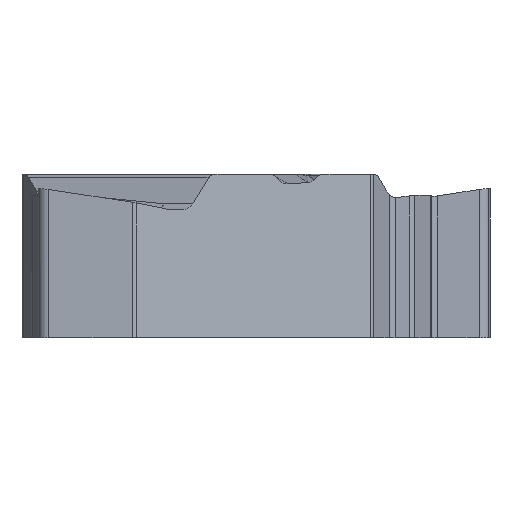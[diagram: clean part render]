
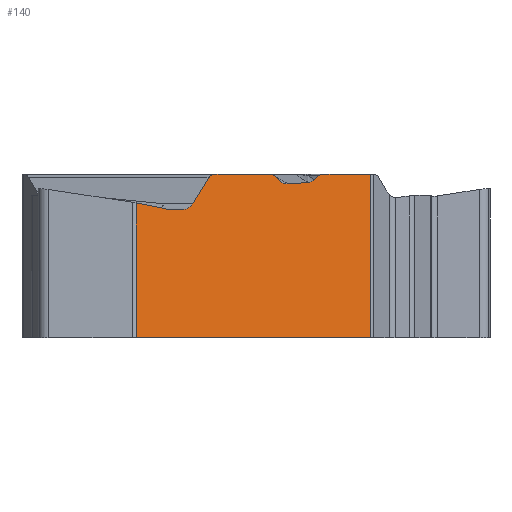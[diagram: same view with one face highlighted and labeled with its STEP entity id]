
A CAD part, front view. The second image highlights one B-rep face of the part: STEP entity #140.
In plain terms, the highlighted planar face has unit normal (0.5, -0.866, 0).
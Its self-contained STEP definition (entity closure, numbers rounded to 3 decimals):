
#140=ADVANCED_FACE('',(#306),#250,.F.);
#250=PLANE('',#2322);
#306=FACE_OUTER_BOUND('',#422,.T.);
#422=EDGE_LOOP('',(#747,#748,#749,#750,#751,#752,#753,#754,#755,#756,#757,
#758,#759,#760,#761,#762,#763,#764));
#541=CIRCLE('',#2321,0.32);
#613=ELLIPSE('',#2317,0.15,0.15);
#614=ELLIPSE('',#2318,0.167,0.15);
#615=ELLIPSE('',#2319,0.177,0.15);
#616=ELLIPSE('',#2320,0.377,0.32);
#747=ORIENTED_EDGE('',*,*,#1584,.F.);
#748=ORIENTED_EDGE('',*,*,#1585,.T.);
#749=ORIENTED_EDGE('',*,*,#1586,.F.);
#750=ORIENTED_EDGE('',*,*,#1587,.T.);
#751=ORIENTED_EDGE('',*,*,#1588,.F.);
#752=ORIENTED_EDGE('',*,*,#1589,.F.);
#753=ORIENTED_EDGE('',*,*,#1590,.F.);
#754=ORIENTED_EDGE('',*,*,#1591,.F.);
#755=ORIENTED_EDGE('',*,*,#1592,.F.);
#756=ORIENTED_EDGE('',*,*,#1593,.T.);
#757=ORIENTED_EDGE('',*,*,#1594,.F.);
#758=ORIENTED_EDGE('',*,*,#1595,.T.);
#759=ORIENTED_EDGE('',*,*,#1596,.F.);
#760=ORIENTED_EDGE('',*,*,#1597,.T.);
#761=ORIENTED_EDGE('',*,*,#1598,.T.);
#762=ORIENTED_EDGE('',*,*,#1599,.T.);
#763=ORIENTED_EDGE('',*,*,#1600,.F.);
#764=ORIENTED_EDGE('',*,*,#1601,.T.);
#1357=VERTEX_POINT('',#3849);
#1358=VERTEX_POINT('',#3850);
#1359=VERTEX_POINT('',#3852);
#1360=VERTEX_POINT('',#3854);
#1361=VERTEX_POINT('',#3856);
#1362=VERTEX_POINT('',#3858);
#1363=VERTEX_POINT('',#3872);
#1364=VERTEX_POINT('',#3874);
#1365=VERTEX_POINT('',#3888);
#1366=VERTEX_POINT('',#3890);
#1367=VERTEX_POINT('',#3892);
#1368=VERTEX_POINT('',#3894);
#1369=VERTEX_POINT('',#3896);
#1370=VERTEX_POINT('',#3898);
#1371=VERTEX_POINT('',#3900);
#1372=VERTEX_POINT('',#3902);
#1373=VERTEX_POINT('',#3904);
#1374=VERTEX_POINT('',#3906);
#1584=EDGE_CURVE('',#1357,#1358,#1870,.T.);
#1585=EDGE_CURVE('',#1357,#1359,#1871,.T.);
#1586=EDGE_CURVE('',#1360,#1359,#1872,.T.);
#1587=EDGE_CURVE('',#1360,#1361,#613,.T.);
#1588=EDGE_CURVE('',#1362,#1361,#1873,.T.);
#1589=EDGE_CURVE('',#1363,#1362,#2215,.T.);
#1590=EDGE_CURVE('',#1364,#1363,#1874,.T.);
#1591=EDGE_CURVE('',#1365,#1364,#2216,.T.);
#1592=EDGE_CURVE('',#1366,#1365,#1875,.T.);
#1593=EDGE_CURVE('',#1366,#1367,#614,.T.);
#1594=EDGE_CURVE('',#1368,#1367,#1876,.T.);
#1595=EDGE_CURVE('',#1368,#1369,#615,.T.);
#1596=EDGE_CURVE('',#1370,#1369,#1877,.T.);
#1597=EDGE_CURVE('',#1370,#1371,#616,.T.);
#1598=EDGE_CURVE('',#1371,#1372,#1878,.T.);
#1599=EDGE_CURVE('',#1372,#1373,#541,.T.);
#1600=EDGE_CURVE('',#1374,#1373,#1879,.T.);
#1601=EDGE_CURVE('',#1374,#1358,#1880,.T.);
#1870=LINE('',#3848,#2059);
#1871=LINE('',#3851,#2060);
#1872=LINE('',#3853,#2061);
#1873=LINE('',#3857,#2062);
#1874=LINE('',#3873,#2063);
#1875=LINE('',#3889,#2064);
#1876=LINE('',#3893,#2065);
#1877=LINE('',#3897,#2066);
#1878=LINE('',#3901,#2067);
#1879=LINE('',#3905,#2068);
#1880=LINE('',#3907,#2069);
#2059=VECTOR('',#2642,1.);
#2060=VECTOR('',#2643,1.);
#2061=VECTOR('',#2644,1.);
#2062=VECTOR('',#2647,1.);
#2063=VECTOR('',#2648,1.);
#2064=VECTOR('',#2649,1.);
#2065=VECTOR('',#2652,1.);
#2066=VECTOR('',#2655,1.);
#2067=VECTOR('',#2658,1.);
#2068=VECTOR('',#2661,1.);
#2069=VECTOR('',#2662,1.);
#2215=B_SPLINE_CURVE_WITH_KNOTS('',3,(#3859,#3860,#3861,#3862,#3863,#3864,
#3865,#3866,#3867,#3868,#3869,#3870,#3871),.UNSPECIFIED.,.F.,.F.,(4,3,3,
3,4),(0.,0.249,0.498,0.746,1.),
 .UNSPECIFIED.);
#2216=B_SPLINE_CURVE_WITH_KNOTS('',3,(#3875,#3876,#3877,#3878,#3879,#3880,
#3881,#3882,#3883,#3884,#3885,#3886,#3887),.UNSPECIFIED.,.F.,.F.,(4,3,3,
3,4),(0.,0.234,0.468,0.701,1.),
 .UNSPECIFIED.);
#2317=AXIS2_PLACEMENT_3D('',#3855,#2645,#2646);
#2318=AXIS2_PLACEMENT_3D('',#3891,#2650,#2651);
#2319=AXIS2_PLACEMENT_3D('',#3895,#2653,#2654);
#2320=AXIS2_PLACEMENT_3D('',#3899,#2656,#2657);
#2321=AXIS2_PLACEMENT_3D('',#3903,#2659,#2660);
#2322=AXIS2_PLACEMENT_3D('',#3908,#2663,#2664);
#2642=DIRECTION('',(-0.866,-0.5,0.));
#2643=DIRECTION('',(0.,0.,1.));
#2644=DIRECTION('',(0.866,0.5,0.));
#2645=DIRECTION('',(0.5,-0.866,0.));
#2646=DIRECTION('',(-0.866,-0.5,0.));
#2647=DIRECTION('',(0.658,0.38,0.651));
#2648=DIRECTION('',(0.865,0.5,0.043));
#2649=DIRECTION('',(0.686,0.396,-0.611));
#2650=DIRECTION('',(0.5,-0.866,0.));
#2651=DIRECTION('',(0.866,0.5,0.));
#2652=DIRECTION('',(0.866,0.5,0.));
#2653=DIRECTION('',(0.5,-0.866,0.));
#2654=DIRECTION('',(0.866,0.5,0.));
#2655=DIRECTION('',(0.497,0.287,0.819));
#2656=DIRECTION('',(-0.5,0.866,0.));
#2657=DIRECTION('',(0.866,0.5,0.));
#2658=DIRECTION('',(-0.866,-0.5,0.));
#2659=DIRECTION('',(-0.5,0.866,0.));
#2660=DIRECTION('',(0.,0.,-1.));
#2661=DIRECTION('',(0.853,0.492,-0.174));
#2662=DIRECTION('',(0.,0.,-1.));
#2663=DIRECTION('',(-0.5,0.866,0.));
#2664=DIRECTION('',(0.,0.,-1.));
#3848=CARTESIAN_POINT('',(-0.367,-5.711,-3.97));
#3849=CARTESIAN_POINT('',(4.519,-2.89,-3.97));
#3850=CARTESIAN_POINT('',(-1.727,-6.496,-3.97));
#3851=CARTESIAN_POINT('',(4.519,-2.89,3.38));
#3852=CARTESIAN_POINT('',(4.519,-2.89,0.38));
#3853=CARTESIAN_POINT('',(-0.367,-5.711,0.38));
#3854=CARTESIAN_POINT('',(3.222,-3.639,0.38));
#3855=CARTESIAN_POINT('',(3.222,-3.639,0.23));
#3856=CARTESIAN_POINT('',(3.137,-3.688,0.344));
#3857=CARTESIAN_POINT('',(0.97,-4.939,-1.801));
#3858=CARTESIAN_POINT('',(3.029,-3.75,0.237));
#3859=CARTESIAN_POINT('',(2.857,-3.85,0.158));
#3860=CARTESIAN_POINT('',(2.873,-3.841,0.159));
#3861=CARTESIAN_POINT('',(2.888,-3.832,0.162));
#3862=CARTESIAN_POINT('',(2.904,-3.823,0.165));
#3863=CARTESIAN_POINT('',(2.919,-3.814,0.169));
#3864=CARTESIAN_POINT('',(2.934,-3.805,0.174));
#3865=CARTESIAN_POINT('',(2.949,-3.797,0.181));
#3866=CARTESIAN_POINT('',(2.963,-3.789,0.188));
#3867=CARTESIAN_POINT('',(2.977,-3.78,0.196));
#3868=CARTESIAN_POINT('',(2.99,-3.773,0.205));
#3869=CARTESIAN_POINT('',(3.004,-3.765,0.214));
#3870=CARTESIAN_POINT('',(3.017,-3.757,0.225));
#3871=CARTESIAN_POINT('',(3.029,-3.75,0.237));
#3872=CARTESIAN_POINT('',(2.857,-3.85,0.158));
#3873=CARTESIAN_POINT('',(-0.367,-5.711,0.));
#3874=CARTESIAN_POINT('',(2.296,-4.173,0.131));
#3875=CARTESIAN_POINT('',(2.124,-4.273,0.193));
#3876=CARTESIAN_POINT('',(2.136,-4.266,0.182));
#3877=CARTESIAN_POINT('',(2.148,-4.259,0.173));
#3878=CARTESIAN_POINT('',(2.161,-4.252,0.166));
#3879=CARTESIAN_POINT('',(2.173,-4.245,0.158));
#3880=CARTESIAN_POINT('',(2.186,-4.237,0.151));
#3881=CARTESIAN_POINT('',(2.2,-4.229,0.146));
#3882=CARTESIAN_POINT('',(2.214,-4.221,0.141));
#3883=CARTESIAN_POINT('',(2.228,-4.213,0.137));
#3884=CARTESIAN_POINT('',(2.242,-4.205,0.134));
#3885=CARTESIAN_POINT('',(2.26,-4.195,0.131));
#3886=CARTESIAN_POINT('',(2.278,-4.184,0.13));
#3887=CARTESIAN_POINT('',(2.296,-4.173,0.131));
#3888=CARTESIAN_POINT('',(2.124,-4.273,0.193));
#3889=CARTESIAN_POINT('',(4.089,-3.139,-1.557));
#3890=CARTESIAN_POINT('',(1.954,-4.371,0.344));
#3891=CARTESIAN_POINT('',(1.861,-4.425,0.23));
#3892=CARTESIAN_POINT('',(1.861,-4.425,0.38));
#3893=CARTESIAN_POINT('',(5.129,-2.538,0.38));
#3894=CARTESIAN_POINT('',(0.348,-5.298,0.38));
#3895=CARTESIAN_POINT('',(0.348,-5.298,0.23));
#3896=CARTESIAN_POINT('',(0.216,-5.374,0.307));
#3897=CARTESIAN_POINT('',(1.708,-4.513,2.766));
#3898=CARTESIAN_POINT('',(-0.214,-5.623,-0.403));
#3899=CARTESIAN_POINT('',(-0.495,-5.785,-0.24));
#3900=CARTESIAN_POINT('',(-0.495,-5.785,-0.56));
#3901=CARTESIAN_POINT('',(5.129,-2.538,-0.56));
#3902=CARTESIAN_POINT('',(-0.82,-5.972,-0.56));
#3903=CARTESIAN_POINT('',(-0.82,-5.972,-0.24));
#3904=CARTESIAN_POINT('',(-0.868,-6.,-0.555));
#3905=CARTESIAN_POINT('',(4.866,-2.69,-1.723));
#3906=CARTESIAN_POINT('',(-1.727,-6.496,-0.38));
#3907=CARTESIAN_POINT('',(-1.727,-6.496,-5.47));
#3908=CARTESIAN_POINT('',(-0.367,-5.711,0.));
